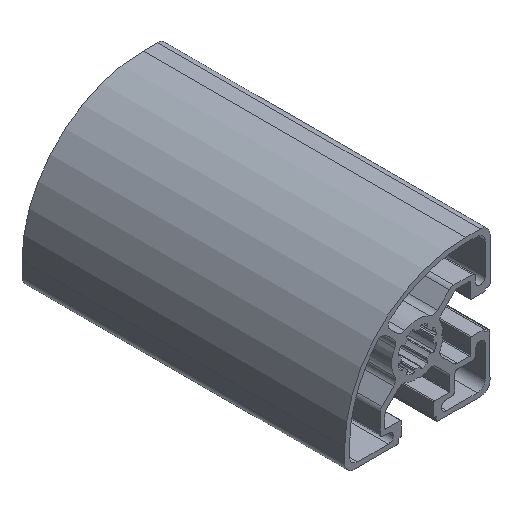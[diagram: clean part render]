
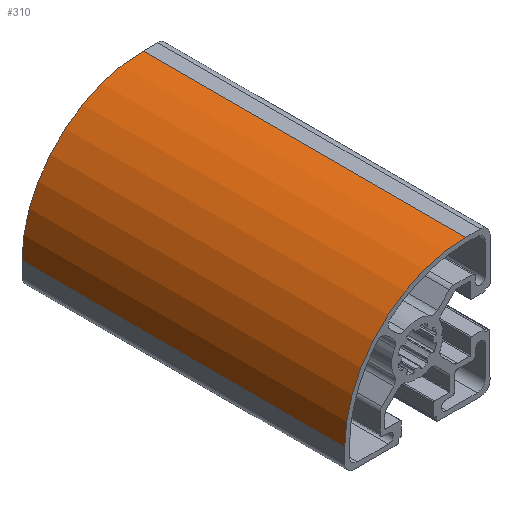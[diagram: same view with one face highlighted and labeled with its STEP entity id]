
A CAD part, isometric view. The second image highlights one B-rep face of the part: STEP entity #310.
In plain terms, the highlighted cylindrical face has radius 37.5 mm (diameter 75 mm), a partial arc.
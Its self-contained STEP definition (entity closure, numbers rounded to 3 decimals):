
#310 = ADVANCED_FACE( '', ( #744 ), #745, .T. );
#744 = FACE_OUTER_BOUND( '', #1299, .T. );
#745 = CYLINDRICAL_SURFACE( '', #1300, 37.5 );
#1299 = EDGE_LOOP( '', ( #2283, #2284, #2285, #2286 ) );
#1300 = AXIS2_PLACEMENT_3D( '', #2287, #2288, #2289 );
#2283 = ORIENTED_EDGE( '', *, *, #3576, .F. );
#2284 = ORIENTED_EDGE( '', *, *, #3828, .F. );
#2285 = ORIENTED_EDGE( '', *, *, #3843, .T. );
#2286 = ORIENTED_EDGE( '', *, *, #3509, .T. );
#2287 = CARTESIAN_POINT( '', ( 15., 100., -15. ) );
#2288 = DIRECTION( '', ( 0., 1., 0. ) );
#2289 = DIRECTION( '', ( 0., 0., -1. ) );
#3509 = EDGE_CURVE( '', #4253, #4250, #4254, .T. );
#3576 = EDGE_CURVE( '', #4382, #4250, #4384, .T. );
#3828 = EDGE_CURVE( '', #4800, #4382, #4802, .T. );
#3843 = EDGE_CURVE( '', #4800, #4253, #4822, .T. );
#4250 = VERTEX_POINT( '', #5342 );
#4253 = VERTEX_POINT( '', #5346 );
#4254 = LINE( '', #5347, #5348 );
#4382 = VERTEX_POINT( '', #5493 );
#4384 = CIRCLE( '', #5496, 37.5 );
#4800 = VERTEX_POINT( '', #6044 );
#4802 = LINE( '', #6047, #6048 );
#4822 = CIRCLE( '', #6074, 37.5 );
#5342 = CARTESIAN_POINT( '', ( -22.5, 0., -15. ) );
#5346 = CARTESIAN_POINT( '', ( -22.5, 100., -15. ) );
#5347 = CARTESIAN_POINT( '', ( -22.5, 100., -15. ) );
#5348 = VECTOR( '', #6681, 1000. );
#5493 = CARTESIAN_POINT( '', ( 15., 0., 22.5 ) );
#5496 = AXIS2_PLACEMENT_3D( '', #6841, #6842, #6843 );
#6044 = CARTESIAN_POINT( '', ( 15., 100., 22.5 ) );
#6047 = CARTESIAN_POINT( '', ( 15., 100., 22.5 ) );
#6048 = VECTOR( '', #7211, 1000. );
#6074 = AXIS2_PLACEMENT_3D( '', #7227, #7228, #7229 );
#6681 = DIRECTION( '', ( 0., -1., 0. ) );
#6841 = CARTESIAN_POINT( '', ( 15., 0., -15. ) );
#6842 = DIRECTION( '', ( 0., -1., 0. ) );
#6843 = DIRECTION( '', ( 1., 0., 0. ) );
#7211 = DIRECTION( '', ( 0., -1., 0. ) );
#7227 = CARTESIAN_POINT( '', ( 15., 100., -15. ) );
#7228 = DIRECTION( '', ( 0., -1., 0. ) );
#7229 = DIRECTION( '', ( 1., 0., 0. ) );
